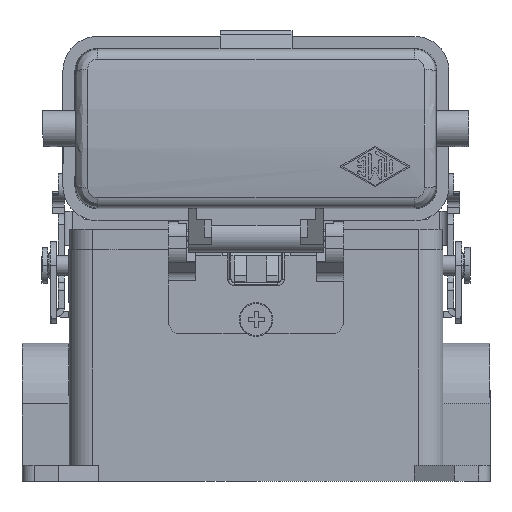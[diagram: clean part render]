
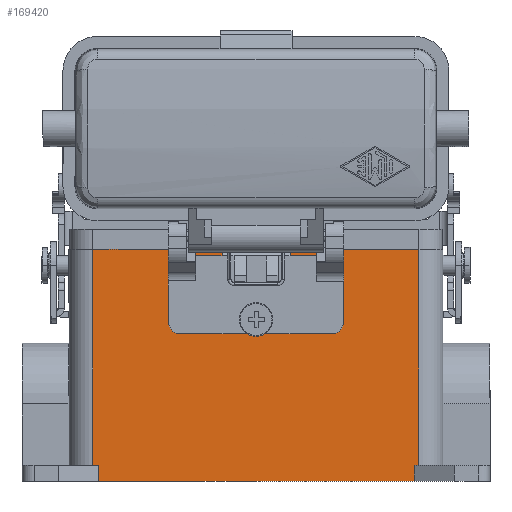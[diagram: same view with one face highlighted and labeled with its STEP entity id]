
A CAD part, left-side view. The second image highlights one B-rep face of the part: STEP entity #169420.
In plain terms, the highlighted face is planar.
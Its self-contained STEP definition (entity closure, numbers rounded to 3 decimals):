
#9600=CARTESIAN_POINT('',(21.9,22.25,-14.1));
#9610=VERTEX_POINT('',#9600);
#9640=CARTESIAN_POINT('',(21.9,22.25,0.));
#9650=DIRECTION('',(0.,0.,1.));
#9660=VECTOR('',#9650,1.);
#9670=LINE('',#9640,#9660);
#9680=CARTESIAN_POINT('',(21.9,22.25,2.4));
#9690=VERTEX_POINT('',#9680);
#9700=EDGE_CURVE('',#9610,#9690,#9670,.T.);
#62670=CARTESIAN_POINT('',(-8.5,22.25,4.));
#62680=VERTEX_POINT('',#62670);
#62710=CARTESIAN_POINT('',(-8.5,22.25,0.));
#62720=DIRECTION('',(0.,0.,-1.));
#62730=VECTOR('',#62720,1.);
#62740=LINE('',#62710,#62730);
#62750=CARTESIAN_POINT('',(-8.5,22.25,2.4));
#62760=VERTEX_POINT('',#62750);
#62770=EDGE_CURVE('',#62680,#62760,#62740,.T.);
#63380=CARTESIAN_POINT('',(-18.9,22.25,-17.1));
#63390=VERTEX_POINT('',#63380);
#63550=CARTESIAN_POINT('',(-21.9,22.25,-14.1));
#63560=VERTEX_POINT('',#63550);
#63590=CARTESIAN_POINT('',(-18.9,22.25,-14.1));
#63600=DIRECTION('',(0.,-1.,0.));
#63610=DIRECTION('',(-1.,0.,0.));
#63620=AXIS2_PLACEMENT_3D('',#63590,#63600,#63610);
#63630=CIRCLE('',#63620,3.);
#63640=EDGE_CURVE('',#63560,#63390,#63630,.T.);
#93790=CARTESIAN_POINT('',(18.9,22.25,-17.1));
#93800=VERTEX_POINT('',#93790);
#93830=CARTESIAN_POINT('',(18.9,22.25,-14.1));
#93840=DIRECTION('',(0.,1.,0.));
#93850=DIRECTION('',(1.,0.,0.));
#93860=AXIS2_PLACEMENT_3D('',#93830,#93840,#93850);
#93870=CIRCLE('',#93860,3.);
#93880=EDGE_CURVE('',#9610,#93800,#93870,.T.);
#95900=CARTESIAN_POINT('',(0.,22.25,-17.1));
#95910=DIRECTION('',(1.,0.,0.));
#95920=VECTOR('',#95910,1.);
#95930=LINE('',#95900,#95920);
#95940=EDGE_CURVE('',#63390,#93800,#95930,.T.);
#98950=CARTESIAN_POINT('',(0.,22.25,2.4));
#98960=DIRECTION('',(-1.,0.,0.));
#98970=VECTOR('',#98960,1.);
#98980=LINE('',#98950,#98970);
#98990=CARTESIAN_POINT('',(8.5,22.25,2.4));
#99000=VERTEX_POINT('',#98990);
#99010=EDGE_CURVE('',#9690,#99000,#98980,.T.);
#102310=CARTESIAN_POINT('',(-21.9,22.25,2.4));
#102320=VERTEX_POINT('',#102310);
#102440=CARTESIAN_POINT('',(0.,22.25,2.4));
#102450=DIRECTION('',(-1.,0.,0.));
#102460=VECTOR('',#102450,1.);
#102470=LINE('',#102440,#102460);
#102480=EDGE_CURVE('',#62760,#102320,#102470,.T.);
#142050=CARTESIAN_POINT('',(39.5,22.25,-54.));
#142060=VERTEX_POINT('',#142050);
#142090=CARTESIAN_POINT('',(-39.5,22.25,-54.));
#142100=DIRECTION('',(1.,0.,0.));
#142110=VECTOR('',#142100,79.);
#142120=LINE('',#142090,#142110);
#142130=CARTESIAN_POINT('',(-39.5,22.25,-54.));
#142140=VERTEX_POINT('',#142130);
#142150=EDGE_CURVE('',#142140,#142060,#142120,.T.);
#148210=CARTESIAN_POINT('',(40.75,22.25,-50.));
#148220=VERTEX_POINT('',#148210);
#148250=CARTESIAN_POINT('',(39.5,22.25,-50.));
#148260=DIRECTION('',(1.,0.,0.));
#148270=VECTOR('',#148260,1.25);
#148280=LINE('',#148250,#148270);
#148290=CARTESIAN_POINT('',(39.5,22.25,-50.));
#148300=VERTEX_POINT('',#148290);
#148310=EDGE_CURVE('',#148300,#148220,#148280,.T.);
#148940=CARTESIAN_POINT('',(40.75,22.25,4.));
#148950=VERTEX_POINT('',#148940);
#148980=CARTESIAN_POINT('',(40.75,22.25,-50.));
#148990=DIRECTION('',(0.,0.,1.));
#149000=VECTOR('',#148990,55.);
#149010=LINE('',#148980,#149000);
#149020=EDGE_CURVE('',#148220,#148950,#149010,.T.);
#149360=CARTESIAN_POINT('',(-40.75,22.25,4.));
#149370=VERTEX_POINT('',#149360);
#149400=CARTESIAN_POINT('',(-40.75,22.25,4.));
#149410=DIRECTION('',(1.,0.,0.));
#149420=VECTOR('',#149410,81.5);
#149430=LINE('',#149400,#149420);
#149440=EDGE_CURVE('',#149370,#62680,#149430,.T.);
#150230=CARTESIAN_POINT('',(8.5,22.25,4.));
#150240=VERTEX_POINT('',#150230);
#150270=EDGE_CURVE('',#150240,#148950,#149430,.T.);
#168700=CARTESIAN_POINT('',(-40.75,22.25,-50.));
#168710=DIRECTION('',(0.,0.,1.));
#168720=VECTOR('',#168710,55.);
#168730=LINE('',#168700,#168720);
#168740=CARTESIAN_POINT('',(-40.75,22.25,-50.));
#168750=VERTEX_POINT('',#168740);
#168760=EDGE_CURVE('',#168750,#149370,#168730,.T.);
#168900=CARTESIAN_POINT('',(-39.5,22.25,-54.));
#168910=DIRECTION('',(0.,1.,0.));
#168920=DIRECTION('',(0.,0.,1.));
#168930=AXIS2_PLACEMENT_3D('',#168900,#168910,#168920);
#168940=PLANE('',#168930);
#168950=ORIENTED_EDGE('',*,*,#148310,.F.);
#168960=ORIENTED_EDGE('',*,*,#149020,.F.);
#168970=ORIENTED_EDGE('',*,*,#150270,.T.);
#168980=CARTESIAN_POINT('',(8.5,22.25,0.));
#168990=DIRECTION('',(0.,0.,-1.));
#169000=VECTOR('',#168990,1.);
#169010=LINE('',#168980,#169000);
#169020=EDGE_CURVE('',#150240,#99000,#169010,.T.);
#169030=ORIENTED_EDGE('',*,*,#169020,.F.);
#169040=ORIENTED_EDGE('',*,*,#99010,.T.);
#169050=ORIENTED_EDGE('',*,*,#9700,.T.);
#169060=ORIENTED_EDGE('',*,*,#93880,.F.);
#169070=ORIENTED_EDGE('',*,*,#95940,.T.);
#169080=ORIENTED_EDGE('',*,*,#63640,.T.);
#169090=CARTESIAN_POINT('',(-21.9,22.25,0.));
#169100=DIRECTION('',(0.,0.,1.));
#169110=VECTOR('',#169100,1.);
#169120=LINE('',#169090,#169110);
#169130=EDGE_CURVE('',#63560,#102320,#169120,.T.);
#169140=ORIENTED_EDGE('',*,*,#169130,.F.);
#169150=ORIENTED_EDGE('',*,*,#102480,.T.);
#169160=ORIENTED_EDGE('',*,*,#62770,.T.);
#169170=ORIENTED_EDGE('',*,*,#149440,.T.);
#169180=ORIENTED_EDGE('',*,*,#168760,.T.);
#169190=CARTESIAN_POINT('',(-40.75,22.25,-50.));
#169200=DIRECTION('',(1.,0.,0.));
#169210=VECTOR('',#169200,1.25);
#169220=LINE('',#169190,#169210);
#169230=CARTESIAN_POINT('',(-39.5,22.25,-50.));
#169240=VERTEX_POINT('',#169230);
#169250=EDGE_CURVE('',#168750,#169240,#169220,.T.);
#169260=ORIENTED_EDGE('',*,*,#169250,.F.);
#169270=CARTESIAN_POINT('',(-39.5,22.25,-54.));
#169280=DIRECTION('',(0.,0.,1.));
#169290=VECTOR('',#169280,4.);
#169300=LINE('',#169270,#169290);
#169310=EDGE_CURVE('',#142140,#169240,#169300,.T.);
#169320=ORIENTED_EDGE('',*,*,#169310,.T.);
#169330=ORIENTED_EDGE('',*,*,#142150,.F.);
#169340=CARTESIAN_POINT('',(39.5,22.25,-54.));
#169350=DIRECTION('',(0.,0.,1.));
#169360=VECTOR('',#169350,4.);
#169370=LINE('',#169340,#169360);
#169380=EDGE_CURVE('',#142060,#148300,#169370,.T.);
#169390=ORIENTED_EDGE('',*,*,#169380,.F.);
#169400=EDGE_LOOP('',(#169390,#169330,#169320,#169260,#169180,#169170,
#169160,#169150,#169140,#169080,#169070,#169060,#169050,#169040,#169030,
#168970,#168960,#168950));
#169410=FACE_OUTER_BOUND('',#169400,.T.);
#169420=ADVANCED_FACE('',(#169410),#168940,.T.);
